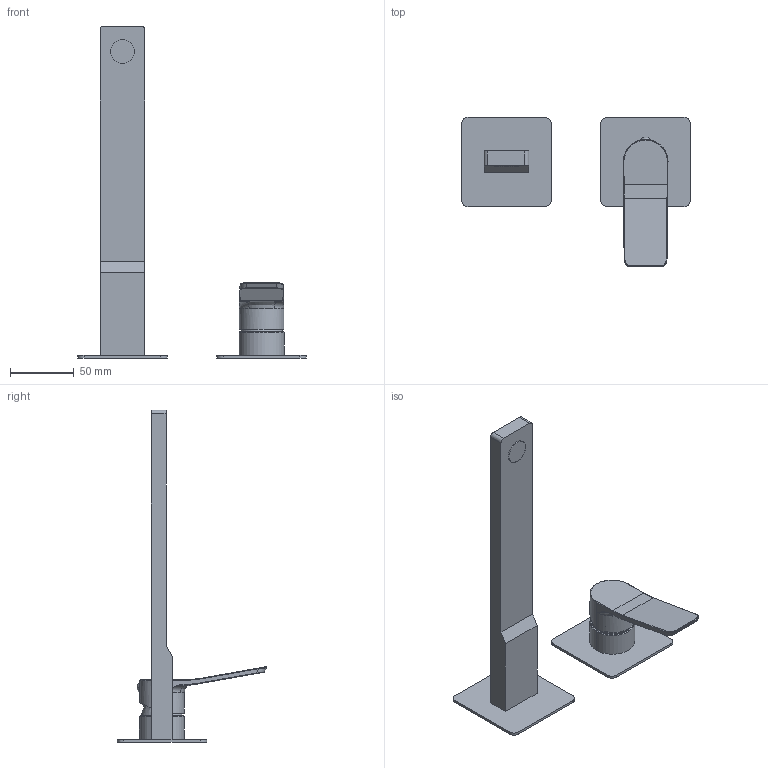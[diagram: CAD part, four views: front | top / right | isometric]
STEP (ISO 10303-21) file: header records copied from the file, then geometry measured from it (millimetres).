
FILE_DESCRIPTION((''),'2;1');
FILE_NAME('TI106CR70','2021-11-09T08:13:52',('ut3'),('PAFFONI SpA'),'CREO PARAMETRIC BY PTC INC, 2020044','CREO PARAMETRIC BY PTC INC, 2020044','');
FILE_SCHEMA(('CONFIG_CONTROL_DESIGN','SHAPE_APPEARANCE_LAYERS_GROUPS'));
Length unit declared in the file: millimetre
Products named in the file (1): TI106CR70
Bounding box: 179 x 117.1 x 260 mm (x, y, z)
Volume: 159317.7 mm3; surface area: 63946.1 mm2
Topology: 3 solids, 3 shells, 208 faces, 493 edges, 299 vertices
Faces by surface type: cylinder 81, plane 74, cone 21, bspline 15, torus 13, sphere 4
Entity records: 8820 total; most frequent: CARTESIAN_POINT 2569, DIRECTION 989, ORIENTED_EDGE 982, EDGE_CURVE 491, AXIS2_PLACEMENT_3D 374, VERTEX_POINT 299, VECTOR 241, LINE 241
